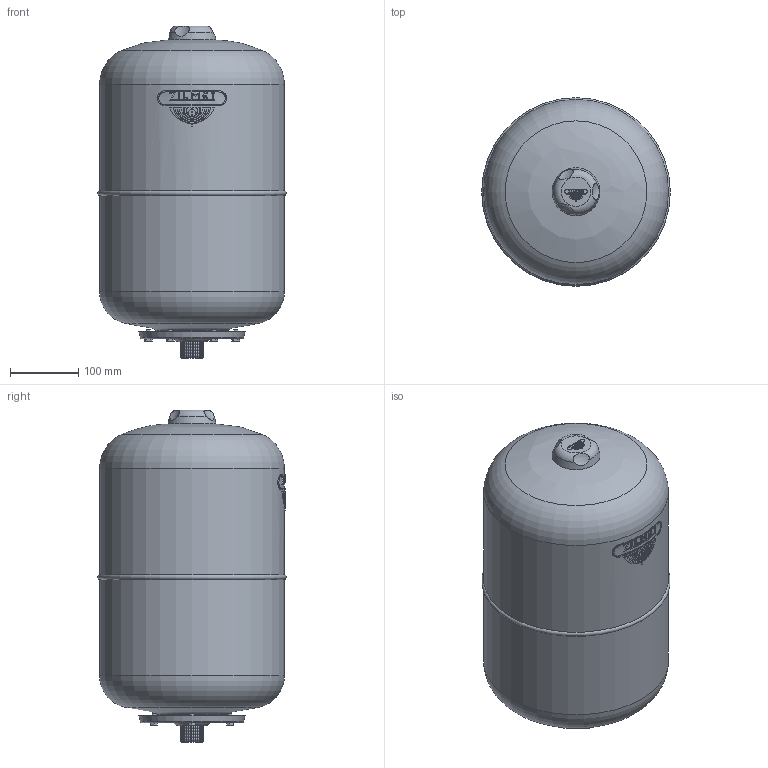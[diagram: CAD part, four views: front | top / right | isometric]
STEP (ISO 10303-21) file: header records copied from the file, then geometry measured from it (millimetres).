
FILE_DESCRIPTION(/* description */ (''),/* implementation_level */ '2;1');
FILE_NAME(/* name */ '00_ULTRA-PRO 24L V 10bar_1100002418.stp',/* time_stamp */ '2019-09-19T16:56:49+03:00',/* author */ ('shkarinov'),/* organization */ (''),/* preprocessor_version */ 'ST-DEVELOPER v16.5',/* originating_system */ 'Autodesk Inventor 2017',/* authorisation */ '');
FILE_SCHEMA (('AUTOMOTIVE_DESIGN { 1 0 10303 214 3 1 1 }'));
Length unit declared in the file: inch
Products named in the file (1): 00_ULTRA-PRO 24L V 10bar_11000024181
Bounding box: 275.55 x 275.55 x 485 mm (x, y, z)
Volume: 22834388.9 mm3; surface area: 487081.9 mm2
Topology: 1 solids, 2 shells, 423 faces, 1085 edges, 709 vertices
Faces by surface type: plane 237, cylinder 121, torus 44, cone 17, sphere 3, bspline 1
Full cylindrical faces by diameter (mm): 6 x6, 27.225 x1, 101.757 x1, 145.241 x1, 270 x2
Entity records: 14282 total; most frequent: CARTESIAN_POINT 3986, ORIENTED_EDGE 1990, DIRECTION 1986, EDGE_CURVE 993, AXIS2_PLACEMENT_3D 713, VERTEX_POINT 691, LINE 560, VECTOR 560
